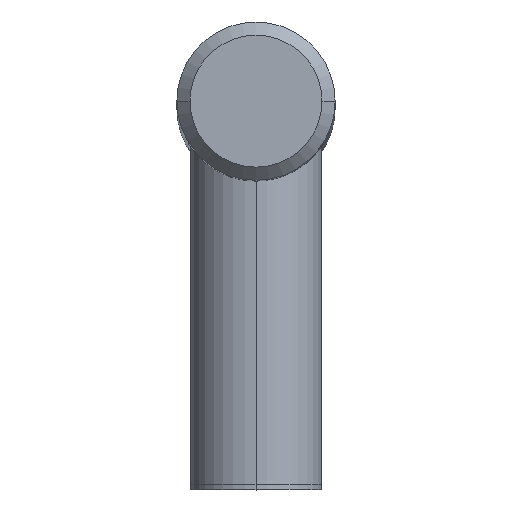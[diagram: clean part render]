
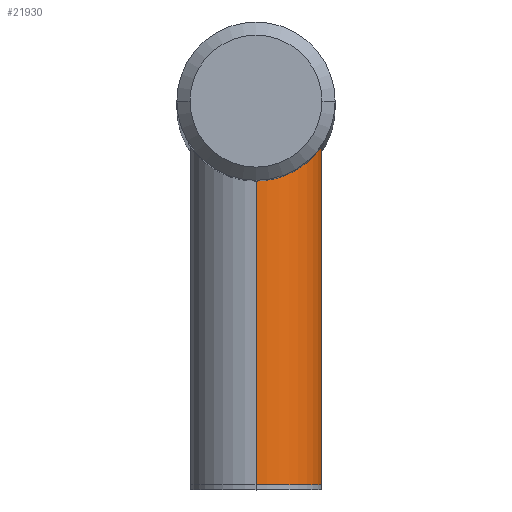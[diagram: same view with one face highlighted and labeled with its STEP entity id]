
A CAD part, top view. The second image highlights one B-rep face of the part: STEP entity #21930.
In plain terms, the highlighted cylindrical face has radius 5 mm (diameter 10 mm), a partial arc.
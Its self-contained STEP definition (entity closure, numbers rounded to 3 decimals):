
#18280=CARTESIAN_POINT('',(0.,-2.,32.));
#18290=DIRECTION('',(0.,-1.,0.));
#18300=DIRECTION('',(0.,0.,1.));
#18310=AXIS2_PLACEMENT_3D('',#18280,#18290,#18300);
#18320=CIRCLE('',#18310,5.);
#18330=CARTESIAN_POINT('',(0.,-2.,37.));
#18340=VERTEX_POINT('',#18330);
#18350=CARTESIAN_POINT('',(0.,-2.,27.));
#18360=VERTEX_POINT('',#18350);
#18390=EDGE_CURVE('',#18360,#18340,#18320,.T.);
#18490=CARTESIAN_POINT('',(0.,-29.,32.));
#18500=DIRECTION('',(0.,-1.,0.));
#18510=DIRECTION('',(0.,0.,1.));
#18520=AXIS2_PLACEMENT_3D('',#18490,#18500,#18510);
#18530=CIRCLE('',#18520,5.);
#18540=CARTESIAN_POINT('',(0.,-29.,37.));
#18550=VERTEX_POINT('',#18540);
#18560=CARTESIAN_POINT('',(0.,-29.,27.));
#18570=VERTEX_POINT('',#18560);
#18600=EDGE_CURVE('',#18570,#18550,#18530,.T.);
#21720=CARTESIAN_POINT('',(0.,-2.,32.));
#21730=DIRECTION('',(0.,-1.,0.));
#21740=DIRECTION('',(0.,0.,1.));
#21750=AXIS2_PLACEMENT_3D('',#21720,#21730,#21740);
#21760=CYLINDRICAL_SURFACE('',#21750,5.);
#21770=CARTESIAN_POINT('',(0.,-2.,37.));
#21780=DIRECTION('',(0.,-1.,0.));
#21790=VECTOR('',#21780,1.);
#21800=LINE('',#21770,#21790);
#21810=EDGE_CURVE('',#18340,#18550,#21800,.T.);
#21820=ORIENTED_EDGE('',*,*,#21810,.T.);
#21830=ORIENTED_EDGE('',*,*,#18390,.T.);
#21840=CARTESIAN_POINT('',(0.,-2.,27.));
#21850=DIRECTION('',(0.,-1.,0.));
#21860=VECTOR('',#21850,1.);
#21870=LINE('',#21840,#21860);
#21880=EDGE_CURVE('',#18360,#18570,#21870,.T.);
#21890=ORIENTED_EDGE('',*,*,#21880,.F.);
#21900=ORIENTED_EDGE('',*,*,#18600,.F.);
#21910=EDGE_LOOP('',(#21900,#21890,#21830,#21820));
#21920=FACE_OUTER_BOUND('',#21910,.T.);
#21930=ADVANCED_FACE('',(#21920),#21760,.T.);
